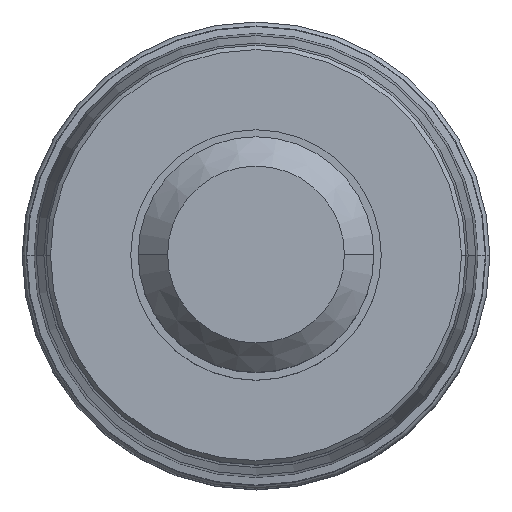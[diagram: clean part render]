
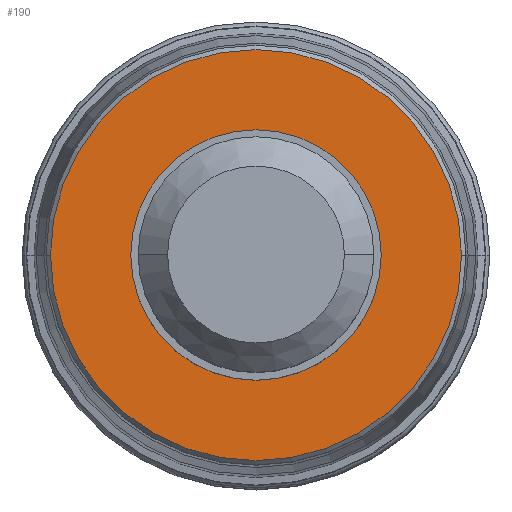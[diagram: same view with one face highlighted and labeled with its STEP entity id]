
A CAD part, top view. The second image highlights one B-rep face of the part: STEP entity #190.
In plain terms, the highlighted planar face has unit normal (0, 0, 1).
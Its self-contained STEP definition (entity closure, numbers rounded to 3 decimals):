
#28=PLANE('',#1654);
#33=FACE_BOUND('',#381,.T.);
#34=FACE_BOUND('',#382,.T.);
#190=ADVANCED_FACE('',(#33,#34),#28,.F.);
#381=EDGE_LOOP('',(#649,#650,#651,#652));
#382=EDGE_LOOP('',(#653,#654));
#649=ORIENTED_EDGE('',*,*,#1039,.T.);
#650=ORIENTED_EDGE('',*,*,#1043,.T.);
#651=ORIENTED_EDGE('',*,*,#1042,.T.);
#652=ORIENTED_EDGE('',*,*,#1040,.T.);
#653=ORIENTED_EDGE('',*,*,#1044,.T.);
#654=ORIENTED_EDGE('',*,*,#1045,.T.);
#874=VERTEX_POINT('',#3470);
#875=VERTEX_POINT('',#3472);
#876=VERTEX_POINT('',#3474);
#877=VERTEX_POINT('',#3478);
#878=VERTEX_POINT('',#3482);
#879=VERTEX_POINT('',#3483);
#1039=EDGE_CURVE('',#875,#874,#1256,.T.);
#1040=EDGE_CURVE('',#876,#875,#1257,.T.);
#1042=EDGE_CURVE('',#877,#876,#1258,.T.);
#1043=EDGE_CURVE('',#874,#877,#1259,.T.);
#1044=EDGE_CURVE('',#878,#879,#1260,.T.);
#1045=EDGE_CURVE('',#879,#878,#1261,.T.);
#1256=CIRCLE('',#1646,13.95);
#1257=CIRCLE('',#1647,13.95);
#1258=CIRCLE('',#1649,13.95);
#1259=CIRCLE('',#1650,13.95);
#1260=CIRCLE('',#1652,8.5);
#1261=CIRCLE('',#1653,8.5);
#1646=AXIS2_PLACEMENT_3D('',#3471,#2028,#2029);
#1647=AXIS2_PLACEMENT_3D('',#3473,#2030,#2031);
#1649=AXIS2_PLACEMENT_3D('',#3477,#2035,#2036);
#1650=AXIS2_PLACEMENT_3D('',#3479,#2037,#2038);
#1652=AXIS2_PLACEMENT_3D('',#3481,#2041,#2042);
#1653=AXIS2_PLACEMENT_3D('',#3484,#2043,#2044);
#1654=AXIS2_PLACEMENT_3D('',#3485,#2045,#2046);
#2028=DIRECTION('',(0.,0.,1.));
#2029=DIRECTION('',(0.,1.,0.));
#2030=DIRECTION('',(0.,0.,1.));
#2031=DIRECTION('',(1.,0.,0.));
#2035=DIRECTION('',(0.,0.,1.));
#2036=DIRECTION('',(0.,-1.,0.));
#2037=DIRECTION('',(0.,0.,1.));
#2038=DIRECTION('',(-1.,0.,0.));
#2041=DIRECTION('',(0.,0.,-1.));
#2042=DIRECTION('',(-1.,0.,0.));
#2043=DIRECTION('',(0.,0.,-1.));
#2044=DIRECTION('',(1.,0.,0.));
#2045=DIRECTION('',(0.,0.,-1.));
#2046=DIRECTION('',(1.,0.,0.));
#3470=CARTESIAN_POINT('',(-13.95,0.,0.));
#3471=CARTESIAN_POINT('',(0.,0.,0.));
#3472=CARTESIAN_POINT('',(0.,13.95,0.));
#3473=CARTESIAN_POINT('',(0.,0.,0.));
#3474=CARTESIAN_POINT('',(13.95,0.,0.));
#3477=CARTESIAN_POINT('',(0.,0.,0.));
#3478=CARTESIAN_POINT('',(0.,-13.95,0.));
#3479=CARTESIAN_POINT('',(0.,0.,0.));
#3481=CARTESIAN_POINT('',(0.,0.,0.));
#3482=CARTESIAN_POINT('',(-8.5,0.,0.));
#3483=CARTESIAN_POINT('',(8.5,0.,0.));
#3484=CARTESIAN_POINT('',(0.,0.,0.));
#3485=CARTESIAN_POINT('',(0.,0.,0.));
